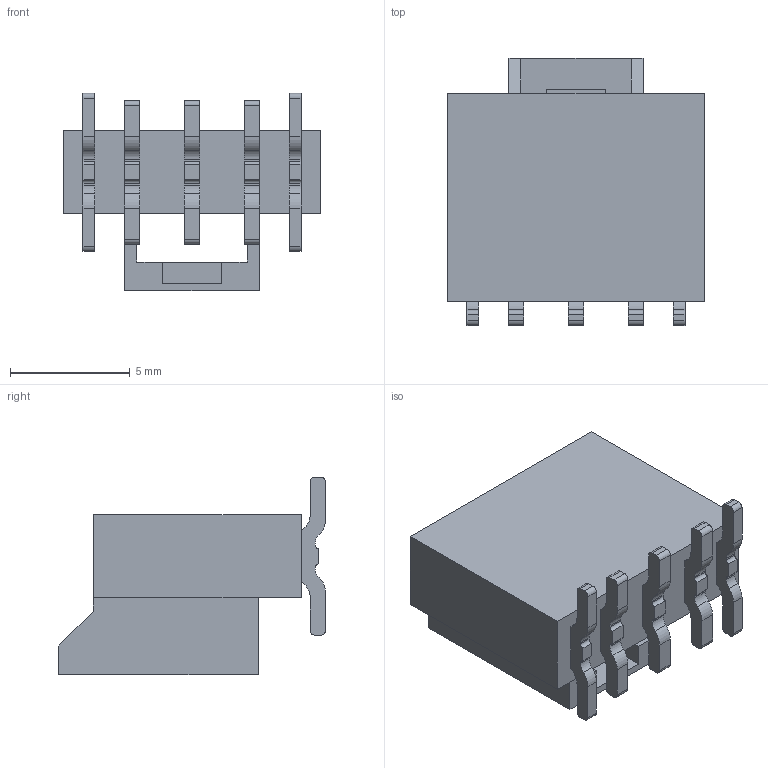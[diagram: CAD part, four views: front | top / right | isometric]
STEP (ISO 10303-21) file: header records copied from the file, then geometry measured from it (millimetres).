
FILE_DESCRIPTION((''),'2;1');
FILE_NAME('1054311103','2019-05-17T',('gga'),(''),'PRO/ENGINEER BY PARAMETRIC TECHNOLOGY CORPORATION, 2016010','PRO/ENGINEER BY PARAMETRIC TECHNOLOGY CORPORATION, 2016010','');
FILE_SCHEMA(('CONFIG_CONTROL_DESIGN'));
Length unit declared in the file: millimetre
Products named in the file (1): 1054311103
Bounding box: 10.73 x 11.16 x 8.25 mm (x, y, z)
Volume: 295.2 mm3; surface area: 756.7 mm2
Topology: 1 solids, 1 shells, 183 faces, 531 edges, 356 vertices
Faces by surface type: plane 123, cylinder 60
Entity records: 6029 total; most frequent: CARTESIAN_POINT 1051, ORIENTED_EDGE 1022, DIRECTION 1019, EDGE_CURVE 511, VECTOR 411, LINE 411, VERTEX_POINT 336, AXIS2_PLACEMENT_3D 304
